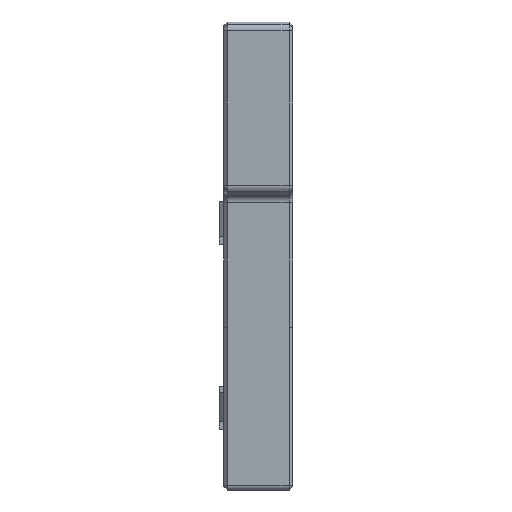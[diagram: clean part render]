
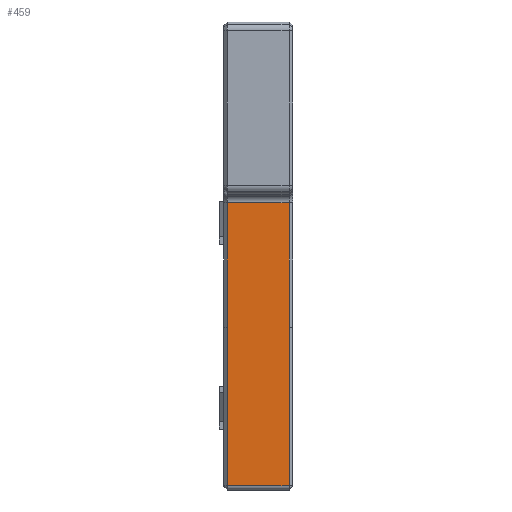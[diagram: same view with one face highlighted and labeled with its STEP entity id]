
A CAD part, left-side view. The second image highlights one B-rep face of the part: STEP entity #459.
In plain terms, the highlighted planar face has unit normal (-1, 0, 0).
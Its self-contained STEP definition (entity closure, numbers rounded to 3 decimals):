
#51 = VERTEX_POINT ( 'NONE', #1421 ) ;
#200 = EDGE_CURVE ( 'NONE', #4595, #4187, #5226, .T. ) ;
#269 = DIRECTION ( 'NONE',  ( 0., 0., -1. ) ) ;
#416 = DIRECTION ( 'NONE',  ( -1., 0., 0. ) ) ;
#424 = VERTEX_POINT ( 'NONE', #3688 ) ;
#459 = ADVANCED_FACE ( 'NONE', ( #1330 ), #2949, .T. ) ;
#593 = CARTESIAN_POINT ( 'NONE',  ( -4.95, 5.6, 7.6 ) ) ;
#645 = ORIENTED_EDGE ( 'NONE', *, *, #5199, .F. ) ;
#783 = DIRECTION ( 'NONE',  ( 0., -1., 0. ) ) ;
#806 = DIRECTION ( 'NONE',  ( 0., 1., 0. ) ) ;
#919 = VECTOR ( 'NONE', #1266, 1000. ) ;
#1027 = VERTEX_POINT ( 'NONE', #4909 ) ;
#1266 = DIRECTION ( 'NONE',  ( 0., 0., -1. ) ) ;
#1294 = LINE ( 'NONE', #2917, #919 ) ;
#1330 = FACE_OUTER_BOUND ( 'NONE', #2595, .T. ) ;
#1347 = AXIS2_PLACEMENT_3D ( 'NONE', #5293, #416, #1656 ) ;
#1376 = VECTOR ( 'NONE', #2629, 1000. ) ;
#1421 = CARTESIAN_POINT ( 'NONE',  ( -4.95, 20.1, 0.4 ) ) ;
#1436 = CARTESIAN_POINT ( 'NONE',  ( -4.95, 22.6, 7.6 ) ) ;
#1656 = DIRECTION ( 'NONE',  ( 0., 1., 0. ) ) ;
#1764 = EDGE_CURVE ( 'NONE', #4231, #424, #1294, .T. ) ;
#2356 = VECTOR ( 'NONE', #269, 1000. ) ;
#2403 = ORIENTED_EDGE ( 'NONE', *, *, #1764, .F. ) ;
#2595 = EDGE_LOOP ( 'NONE', ( #4415, #3258, #645, #2403, #3061, #5150 ) ) ;
#2629 = DIRECTION ( 'NONE',  ( 0., 1., 0. ) ) ;
#2640 = DIRECTION ( 'NONE',  ( 0., 1., 0. ) ) ;
#2748 = VECTOR ( 'NONE', #2640, 1000. ) ;
#2802 = CARTESIAN_POINT ( 'NONE',  ( -4.95, 20.1, 0.4 ) ) ;
#2854 = LINE ( 'NONE', #4074, #4992 ) ;
#2917 = CARTESIAN_POINT ( 'NONE',  ( -4.95, 5.6, 0. ) ) ;
#2943 = CARTESIAN_POINT ( 'NONE',  ( -4.95, 38.5, 0.4 ) ) ;
#2949 = PLANE ( 'NONE',  #1347 ) ;
#3011 = LINE ( 'NONE', #1436, #1376 ) ;
#3061 = ORIENTED_EDGE ( 'NONE', *, *, #5044, .T. ) ;
#3078 = CARTESIAN_POINT ( 'NONE',  ( -4.95, 18.6, 0.4 ) ) ;
#3258 = ORIENTED_EDGE ( 'NONE', *, *, #5002, .T. ) ;
#3688 = CARTESIAN_POINT ( 'NONE',  ( -4.95, 5.6, 0.4 ) ) ;
#3943 = CARTESIAN_POINT ( 'NONE',  ( -4.95, 38.5, 0. ) ) ;
#3963 = VECTOR ( 'NONE', #783, 1000. ) ;
#4021 = EDGE_CURVE ( 'NONE', #1027, #4595, #3011, .T. ) ;
#4074 = CARTESIAN_POINT ( 'NONE',  ( -4.95, 30.6, 7.6 ) ) ;
#4187 = VERTEX_POINT ( 'NONE', #2943 ) ;
#4210 = LINE ( 'NONE', #3078, #2748 ) ;
#4231 = VERTEX_POINT ( 'NONE', #593 ) ;
#4415 = ORIENTED_EDGE ( 'NONE', *, *, #200, .T. ) ;
#4595 = VERTEX_POINT ( 'NONE', #4808 ) ;
#4803 = LINE ( 'NONE', #2802, #3963 ) ;
#4808 = CARTESIAN_POINT ( 'NONE',  ( -4.95, 38.5, 7.6 ) ) ;
#4909 = CARTESIAN_POINT ( 'NONE',  ( -4.95, 20.1, 7.6 ) ) ;
#4992 = VECTOR ( 'NONE', #806, 1000. ) ;
#5002 = EDGE_CURVE ( 'NONE', #4187, #51, #4803, .T. ) ;
#5044 = EDGE_CURVE ( 'NONE', #4231, #1027, #2854, .T. ) ;
#5150 = ORIENTED_EDGE ( 'NONE', *, *, #4021, .T. ) ;
#5199 = EDGE_CURVE ( 'NONE', #424, #51, #4210, .T. ) ;
#5226 = LINE ( 'NONE', #3943, #2356 ) ;
#5293 = CARTESIAN_POINT ( 'NONE',  ( -4.95, 22.6, 0. ) ) ;
